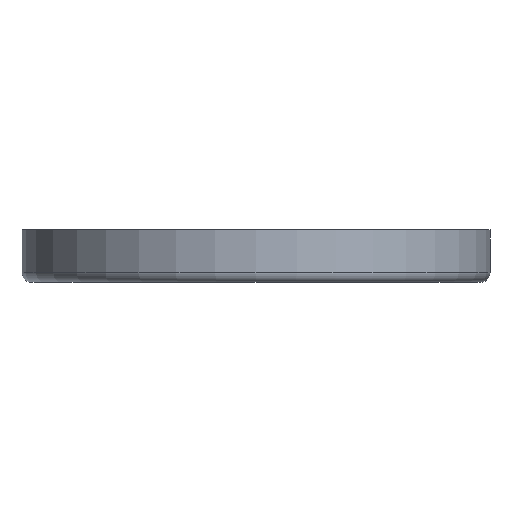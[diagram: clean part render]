
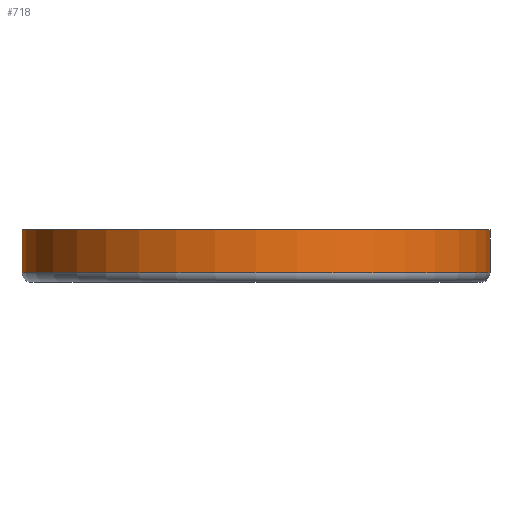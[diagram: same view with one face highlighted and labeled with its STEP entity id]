
A CAD part, front view. The second image highlights one B-rep face of the part: STEP entity #718.
In plain terms, the highlighted cylindrical face has radius 12 mm (diameter 24 mm), a full revolution.
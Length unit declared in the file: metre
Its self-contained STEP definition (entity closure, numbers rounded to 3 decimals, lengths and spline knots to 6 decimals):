
#718=ADVANCED_FACE('',(#1775,#1776),#1777,.T.);
#1775=FACE_OUTER_BOUND('',#4222,.T.);
#1776=FACE_OUTER_BOUND('',#4223,.T.);
#1777=CYLINDRICAL_SURFACE('',#4224,0.012);
#4222=EDGE_LOOP('',(#10471));
#4223=EDGE_LOOP('',(#10472));
#4224=AXIS2_PLACEMENT_3D('',#10473,#10474,#10475);
#10471=ORIENTED_EDGE('',*,*,#13608,.T.);
#10472=ORIENTED_EDGE('',*,*,#14007,.T.);
#10473=CARTESIAN_POINT('',(0.0,0.0,0.0));
#10474=DIRECTION('',(0.0,0.0,-1.0));
#10475=DIRECTION('',(1.0,0.0,0.0));
#13608=EDGE_CURVE('',#16066,#16066,#16067,.T.);
#14007=EDGE_CURVE('',#16600,#16600,#16601,.F.);
#16066=VERTEX_POINT('',#20088);
#16067=CIRCLE('',#20089,0.012);
#16600=VERTEX_POINT('',#21014);
#16601=CIRCLE('',#21015,0.012);
#20088=CARTESIAN_POINT('',(0.012,0.0,0.0));
#20089=AXIS2_PLACEMENT_3D('',#22847,#22848,#22849);
#21014=CARTESIAN_POINT('',(-0.012,0.,-0.0022));
#21015=AXIS2_PLACEMENT_3D('',#22993,#22994,#22995);
#22847=CARTESIAN_POINT('',(0.0,0.0,0.0));
#22848=DIRECTION('',(0.0,0.0,-1.0));
#22849=DIRECTION('',(1.0,0.0,0.0));
#22993=CARTESIAN_POINT('',(0.0,0.0,-0.0022));
#22994=DIRECTION('',(0.0,0.0,-1.0));
#22995=DIRECTION('',(-1.0,0.0,0.0));
